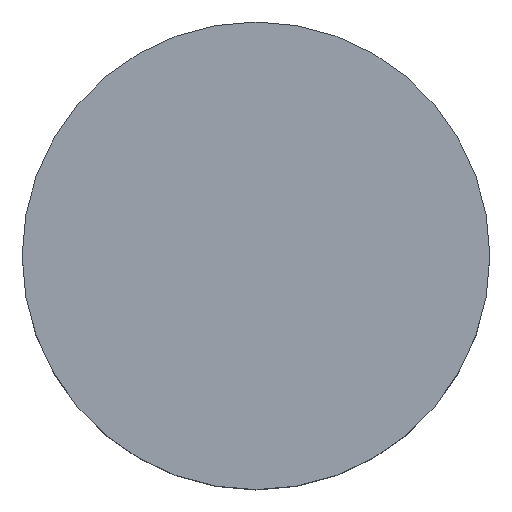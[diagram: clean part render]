
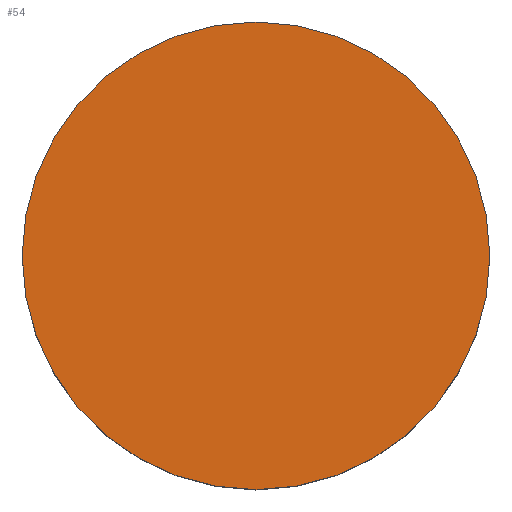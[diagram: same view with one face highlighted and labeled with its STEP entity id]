
A CAD part, top view. The second image highlights one B-rep face of the part: STEP entity #54.
In plain terms, the highlighted planar face has unit normal (0, 0, 1).
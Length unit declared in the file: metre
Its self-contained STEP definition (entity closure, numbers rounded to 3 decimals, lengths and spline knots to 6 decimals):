
#12=PLANE('',#74);
#17=ORIENTED_EDGE('',*,*,#23,.T.);
#23=EDGE_CURVE('',#27,#27,#31,.T.);
#27=VERTEX_POINT('',#103);
#31=CIRCLE('',#72,0.004953);
#37=EDGE_LOOP('',(#17));
#45=FACE_BOUND('',#37,.T.);
#54=ADVANCED_FACE('',(#45),#12,.T.);
#72=AXIS2_PLACEMENT_3D('',#102,#84,#85);
#74=AXIS2_PLACEMENT_3D('',#106,#88,#89);
#84=DIRECTION('',(0.,0.,1.));
#85=DIRECTION('',(1.,0.,0.));
#88=DIRECTION('',(0.,0.,1.));
#89=DIRECTION('',(1.,0.,0.));
#102=CARTESIAN_POINT('',(0.,0.,0.003937));
#103=CARTESIAN_POINT('',(0.004953,0.,0.003937));
#106=CARTESIAN_POINT('',(0.,0.,0.003937));
